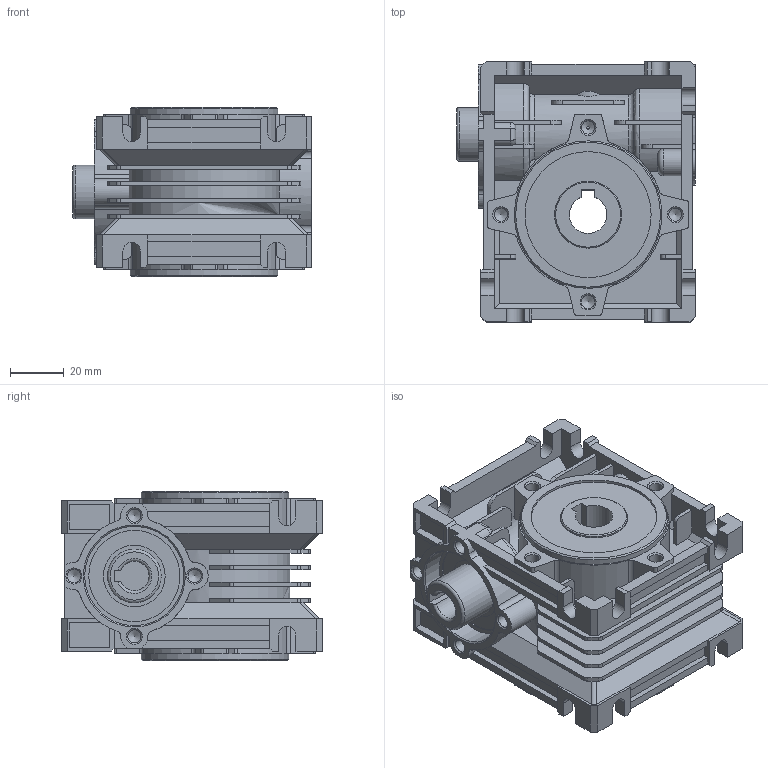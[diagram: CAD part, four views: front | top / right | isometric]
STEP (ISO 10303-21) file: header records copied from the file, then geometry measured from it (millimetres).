
FILE_DESCRIPTION(/* description */ ('Редуктор '),/* implementation_level */ '2;1');
FILE_NAME(/* name */ 'Редуктор NMRV-030.stp',/* time_stamp */ '2023-03-05T15:01:13+03:00',/* author */ ('MaxiTech'),/* organization */ (''),/* preprocessor_version */ 'ST-DEVELOPER v18.1',/* originating_system */ 'Autodesk Inventor 2021',/* authorisation */ '');
FILE_SCHEMA (('AUTOMOTIVE_DESIGN { 1 0 10303 214 3 1 1 }'));
Length unit declared in the file: millimetre
Products named in the file (1): NMRV-030
Bounding box: 89 x 97 x 63 mm (x, y, z)
Volume: 272391.2 mm3; surface area: 83897.8 mm2
Topology: 2 solids, 3 shells, 775 faces, 2160 edges, 1407 vertices
Faces by surface type: plane 470, cylinder 225, torus 40, cone 38, bspline 2
Full cylindrical faces by diameter (mm): 4 x3, 4.917 x12, 8.376 x1, 15 x2, 20 x1, 23 x1, 25 x2, 32 x1, 34 x1, 37 x1, 47 x2, 55 x2
Entity records: 26536 total; most frequent: CARTESIAN_POINT 5598, ORIENTED_EDGE 4300, DIRECTION 4134, EDGE_CURVE 2150, LINE 1444, VECTOR 1444, VERTEX_POINT 1407, AXIS2_PLACEMENT_3D 1345
